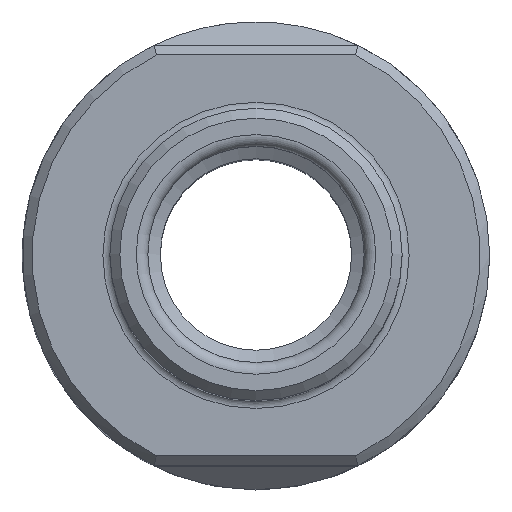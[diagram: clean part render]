
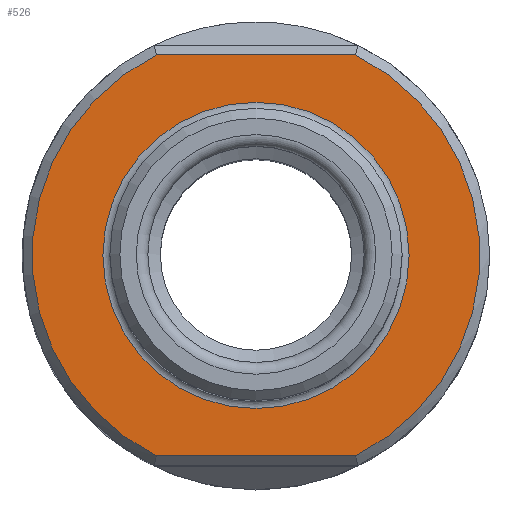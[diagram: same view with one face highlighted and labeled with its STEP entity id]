
A CAD part, top view. The second image highlights one B-rep face of the part: STEP entity #526.
In plain terms, the highlighted planar face has unit normal (0, 0, 1).
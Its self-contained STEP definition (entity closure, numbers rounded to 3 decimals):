
#23=PLANE('',#565);
#50=LINE('',#767,#60);
#51=LINE('',#768,#61);
#60=VECTOR('',#636,1000.);
#61=VECTOR('',#637,1000.);
#83=ORIENTED_EDGE('',*,*,#157,.F.);
#84=ORIENTED_EDGE('',*,*,#155,.T.);
#85=ORIENTED_EDGE('',*,*,#158,.T.);
#86=ORIENTED_EDGE('',*,*,#151,.T.);
#87=ORIENTED_EDGE('',*,*,#159,.T.);
#151=EDGE_CURVE('',#189,#190,#213,.T.);
#155=EDGE_CURVE('',#192,#191,#214,.T.);
#157=EDGE_CURVE('',#193,#193,#215,.T.);
#158=EDGE_CURVE('',#191,#189,#50,.T.);
#159=EDGE_CURVE('',#190,#192,#51,.T.);
#189=VERTEX_POINT('',#742);
#190=VERTEX_POINT('',#743);
#191=VERTEX_POINT('',#757);
#192=VERTEX_POINT('',#759);
#193=VERTEX_POINT('',#766);
#213=CIRCLE('',#562,19.15);
#214=CIRCLE('',#564,19.15);
#215=CIRCLE('',#566,13.1);
#236=EDGE_LOOP('',(#83));
#237=EDGE_LOOP('',(#84,#85,#86,#87));
#282=FACE_BOUND('',#236,.T.);
#283=FACE_BOUND('',#237,.T.);
#526=ADVANCED_FACE('',(#282,#283),#23,.F.);
#562=AXIS2_PLACEMENT_3D('',#741,#626,#627);
#564=AXIS2_PLACEMENT_3D('',#758,#630,#631);
#565=AXIS2_PLACEMENT_3D('',#764,#632,#633);
#566=AXIS2_PLACEMENT_3D('',#765,#634,#635);
#626=DIRECTION('',(0.,0.,1.));
#627=DIRECTION('',(1.,0.,0.));
#630=DIRECTION('',(0.,0.,1.));
#631=DIRECTION('',(1.,0.,0.));
#632=DIRECTION('',(0.,0.,-1.));
#633=DIRECTION('',(-1.,0.,0.));
#634=DIRECTION('',(0.,0.,1.));
#635=DIRECTION('',(1.,0.,0.));
#636=DIRECTION('',(-1.,0.,0.));
#637=DIRECTION('',(1.,0.,0.));
#741=CARTESIAN_POINT('',(0.,0.,-50.));
#742=CARTESIAN_POINT('',(-8.521,17.15,-50.));
#743=CARTESIAN_POINT('',(-8.521,-17.15,-50.));
#757=CARTESIAN_POINT('',(8.521,17.15,-50.));
#758=CARTESIAN_POINT('',(0.,0.,-50.));
#759=CARTESIAN_POINT('',(8.521,-17.15,-50.));
#764=CARTESIAN_POINT('',(19.15,0.,-50.));
#765=CARTESIAN_POINT('',(0.,0.,-50.));
#766=CARTESIAN_POINT('',(13.1,0.,-50.));
#767=CARTESIAN_POINT('',(-6.536,17.15,-50.));
#768=CARTESIAN_POINT('',(19.15,-17.15,-50.));
